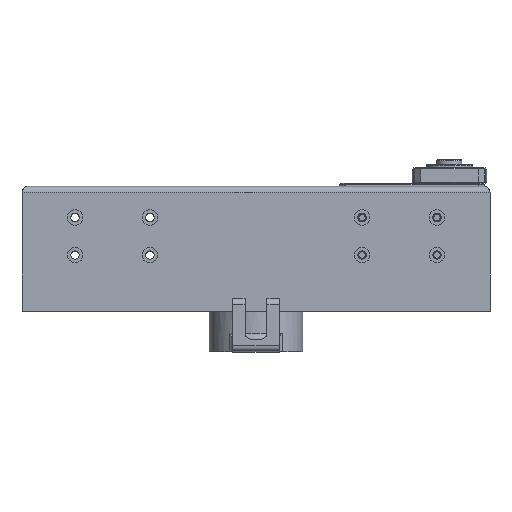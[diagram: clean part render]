
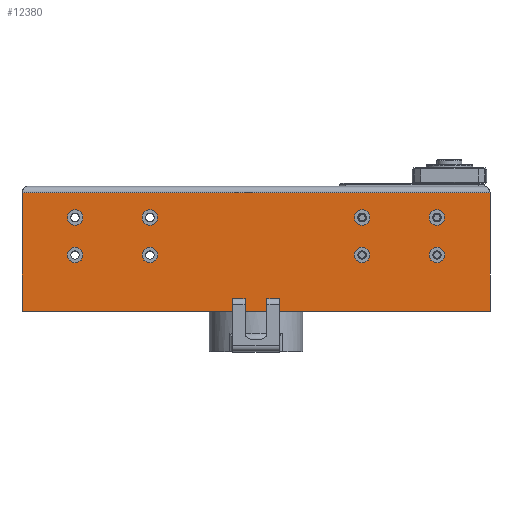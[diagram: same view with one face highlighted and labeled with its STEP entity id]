
A CAD part, top view. The second image highlights one B-rep face of the part: STEP entity #12380.
In plain terms, the highlighted planar face has unit normal (0, 0, 1).
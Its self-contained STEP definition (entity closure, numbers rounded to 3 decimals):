
#349=FACE_BOUND('',#1678,.T.);
#350=FACE_BOUND('',#1679,.T.);
#351=FACE_BOUND('',#1680,.T.);
#352=FACE_BOUND('',#1681,.T.);
#353=FACE_BOUND('',#1682,.T.);
#354=FACE_BOUND('',#1683,.T.);
#355=FACE_BOUND('',#1684,.T.);
#356=FACE_BOUND('',#1685,.T.);
#550=PLANE('',#13312);
#936=FACE_OUTER_BOUND('',#1677,.T.);
#1677=EDGE_LOOP('',(#8548,#8549,#8550,#8551,#8552,#8553,#8554,#8555,#8556,
#8557,#8558,#8559));
#1678=EDGE_LOOP('',(#8560));
#1679=EDGE_LOOP('',(#8561));
#1680=EDGE_LOOP('',(#8562));
#1681=EDGE_LOOP('',(#8563));
#1682=EDGE_LOOP('',(#8564));
#1683=EDGE_LOOP('',(#8565));
#1684=EDGE_LOOP('',(#8566));
#1685=EDGE_LOOP('',(#8567));
#2624=CIRCLE('',#13313,2.5);
#2625=CIRCLE('',#13314,2.5);
#2626=CIRCLE('',#13315,2.5);
#2627=CIRCLE('',#13316,2.5);
#2628=CIRCLE('',#13317,2.5);
#2629=CIRCLE('',#13318,2.5);
#2630=CIRCLE('',#13319,2.5);
#2631=CIRCLE('',#13320,2.5);
#3237=LINE('',#18631,#4365);
#3248=LINE('',#18658,#4376);
#3257=LINE('',#18678,#4385);
#3260=LINE('',#18684,#4388);
#3261=LINE('',#18686,#4389);
#3262=LINE('',#18688,#4390);
#3263=LINE('',#18690,#4391);
#3264=LINE('',#18692,#4392);
#3265=LINE('',#18694,#4393);
#3266=LINE('',#18696,#4394);
#3267=LINE('',#18698,#4395);
#3268=LINE('',#18699,#4396);
#4365=VECTOR('',#14722,10.);
#4376=VECTOR('',#14743,10.);
#4385=VECTOR('',#14758,10.);
#4388=VECTOR('',#14763,10.);
#4389=VECTOR('',#14764,10.);
#4390=VECTOR('',#14765,10.);
#4391=VECTOR('',#14766,10.);
#4392=VECTOR('',#14767,10.);
#4393=VECTOR('',#14768,10.);
#4394=VECTOR('',#14769,10.);
#4395=VECTOR('',#14770,10.);
#4396=VECTOR('',#14771,10.);
#5492=VERTEX_POINT('',#18628);
#5493=VERTEX_POINT('',#18630);
#5500=VERTEX_POINT('',#18646);
#5512=VERTEX_POINT('',#18677);
#5514=VERTEX_POINT('',#18683);
#5515=VERTEX_POINT('',#18685);
#5516=VERTEX_POINT('',#18687);
#5517=VERTEX_POINT('',#18689);
#5518=VERTEX_POINT('',#18691);
#5519=VERTEX_POINT('',#18693);
#5520=VERTEX_POINT('',#18695);
#5521=VERTEX_POINT('',#18697);
#5522=VERTEX_POINT('',#18700);
#5523=VERTEX_POINT('',#18702);
#5524=VERTEX_POINT('',#18704);
#5525=VERTEX_POINT('',#18706);
#5526=VERTEX_POINT('',#18708);
#5527=VERTEX_POINT('',#18710);
#5528=VERTEX_POINT('',#18712);
#5529=VERTEX_POINT('',#18714);
#6681=EDGE_CURVE('',#5493,#5492,#3237,.T.);
#6695=EDGE_CURVE('',#5493,#5500,#3248,.T.);
#6705=EDGE_CURVE('',#5512,#5500,#3257,.T.);
#6708=EDGE_CURVE('',#5514,#5492,#3260,.T.);
#6709=EDGE_CURVE('',#5514,#5515,#3261,.T.);
#6710=EDGE_CURVE('',#5515,#5516,#3262,.T.);
#6711=EDGE_CURVE('',#5516,#5517,#3263,.T.);
#6712=EDGE_CURVE('',#5518,#5517,#3264,.T.);
#6713=EDGE_CURVE('',#5518,#5519,#3265,.T.);
#6714=EDGE_CURVE('',#5519,#5520,#3266,.T.);
#6715=EDGE_CURVE('',#5520,#5521,#3267,.T.);
#6716=EDGE_CURVE('',#5512,#5521,#3268,.T.);
#6717=EDGE_CURVE('',#5522,#5522,#2624,.T.);
#6718=EDGE_CURVE('',#5523,#5523,#2625,.T.);
#6719=EDGE_CURVE('',#5524,#5524,#2626,.T.);
#6720=EDGE_CURVE('',#5525,#5525,#2627,.T.);
#6721=EDGE_CURVE('',#5526,#5526,#2628,.T.);
#6722=EDGE_CURVE('',#5527,#5527,#2629,.T.);
#6723=EDGE_CURVE('',#5528,#5528,#2630,.T.);
#6724=EDGE_CURVE('',#5529,#5529,#2631,.T.);
#8548=ORIENTED_EDGE('',*,*,#6695,.F.);
#8549=ORIENTED_EDGE('',*,*,#6681,.T.);
#8550=ORIENTED_EDGE('',*,*,#6708,.F.);
#8551=ORIENTED_EDGE('',*,*,#6709,.T.);
#8552=ORIENTED_EDGE('',*,*,#6710,.T.);
#8553=ORIENTED_EDGE('',*,*,#6711,.T.);
#8554=ORIENTED_EDGE('',*,*,#6712,.F.);
#8555=ORIENTED_EDGE('',*,*,#6713,.T.);
#8556=ORIENTED_EDGE('',*,*,#6714,.T.);
#8557=ORIENTED_EDGE('',*,*,#6715,.T.);
#8558=ORIENTED_EDGE('',*,*,#6716,.F.);
#8559=ORIENTED_EDGE('',*,*,#6705,.T.);
#8560=ORIENTED_EDGE('',*,*,#6717,.T.);
#8561=ORIENTED_EDGE('',*,*,#6718,.T.);
#8562=ORIENTED_EDGE('',*,*,#6719,.T.);
#8563=ORIENTED_EDGE('',*,*,#6720,.T.);
#8564=ORIENTED_EDGE('',*,*,#6721,.T.);
#8565=ORIENTED_EDGE('',*,*,#6722,.T.);
#8566=ORIENTED_EDGE('',*,*,#6723,.T.);
#8567=ORIENTED_EDGE('',*,*,#6724,.T.);
#12380=ADVANCED_FACE('',(#936,#349,#350,#351,#352,#353,#354,#355,#356),
#550,.T.);
#13312=AXIS2_PLACEMENT_3D('',#18682,#14761,#14762);
#13313=AXIS2_PLACEMENT_3D('',#18701,#14772,#14773);
#13314=AXIS2_PLACEMENT_3D('',#18703,#14774,#14775);
#13315=AXIS2_PLACEMENT_3D('',#18705,#14776,#14777);
#13316=AXIS2_PLACEMENT_3D('',#18707,#14778,#14779);
#13317=AXIS2_PLACEMENT_3D('',#18709,#14780,#14781);
#13318=AXIS2_PLACEMENT_3D('',#18711,#14782,#14783);
#13319=AXIS2_PLACEMENT_3D('',#18713,#14784,#14785);
#13320=AXIS2_PLACEMENT_3D('',#18715,#14786,#14787);
#14722=DIRECTION('',(0.,-1.,0.));
#14743=DIRECTION('',(1.,0.,0.));
#14758=DIRECTION('',(0.,1.,0.));
#14761=DIRECTION('center_axis',(0.,0.,1.));
#14762=DIRECTION('ref_axis',(-1.,0.,0.));
#14763=DIRECTION('',(-1.,0.,0.));
#14764=DIRECTION('',(0.,1.,0.));
#14765=DIRECTION('',(1.,0.,0.));
#14766=DIRECTION('',(0.,-1.,0.));
#14767=DIRECTION('',(-1.,0.,0.));
#14768=DIRECTION('',(0.,1.,0.));
#14769=DIRECTION('',(1.,0.,0.));
#14770=DIRECTION('',(0.,-1.,0.));
#14771=DIRECTION('',(-1.,0.,0.));
#14772=DIRECTION('center_axis',(0.,0.,-1.));
#14773=DIRECTION('ref_axis',(1.,0.,0.));
#14774=DIRECTION('center_axis',(0.,0.,-1.));
#14775=DIRECTION('ref_axis',(1.,0.,0.));
#14776=DIRECTION('center_axis',(0.,0.,-1.));
#14777=DIRECTION('ref_axis',(1.,0.,0.));
#14778=DIRECTION('center_axis',(0.,0.,-1.));
#14779=DIRECTION('ref_axis',(1.,0.,0.));
#14780=DIRECTION('center_axis',(0.,0.,-1.));
#14781=DIRECTION('ref_axis',(-1.,0.,0.));
#14782=DIRECTION('center_axis',(0.,0.,-1.));
#14783=DIRECTION('ref_axis',(-1.,0.,0.));
#14784=DIRECTION('center_axis',(0.,0.,-1.));
#14785=DIRECTION('ref_axis',(-1.,0.,0.));
#14786=DIRECTION('center_axis',(0.,0.,-1.));
#14787=DIRECTION('ref_axis',(-1.,0.,0.));
#18628=CARTESIAN_POINT('',(-150.,-10.,0.));
#18630=CARTESIAN_POINT('',(-150.,28.,0.));
#18631=CARTESIAN_POINT('',(-150.,0.,0.));
#18646=CARTESIAN_POINT('',(0.,28.,0.));
#18658=CARTESIAN_POINT('',(-37.5,28.,0.));
#18677=CARTESIAN_POINT('',(0.,-10.,0.));
#18678=CARTESIAN_POINT('',(0.,0.,0.));
#18682=CARTESIAN_POINT('Origin',(0.,0.,0.));
#18683=CARTESIAN_POINT('',(-82.5,-10.,0.));
#18684=CARTESIAN_POINT('',(-150.,-10.,0.));
#18685=CARTESIAN_POINT('',(-82.5,-6.,0.));
#18686=CARTESIAN_POINT('',(-82.5,-5.,0.));
#18687=CARTESIAN_POINT('',(-78.5,-6.,0.));
#18688=CARTESIAN_POINT('',(-37.5,-6.,0.));
#18689=CARTESIAN_POINT('',(-78.5,-10.,0.));
#18690=CARTESIAN_POINT('',(-78.5,-9.25,0.));
#18691=CARTESIAN_POINT('',(-71.5,-10.,0.));
#18692=CARTESIAN_POINT('',(-75.,-10.,0.));
#18693=CARTESIAN_POINT('',(-71.5,-6.,0.));
#18694=CARTESIAN_POINT('',(-71.5,-15.75,0.));
#18695=CARTESIAN_POINT('',(-67.5,-6.,0.));
#18696=CARTESIAN_POINT('',(-37.5,-6.,0.));
#18697=CARTESIAN_POINT('',(-67.5,-10.,0.));
#18698=CARTESIAN_POINT('',(-67.5,-5.,0.));
#18699=CARTESIAN_POINT('',(-150.,-10.,0.));
#18700=CARTESIAN_POINT('',(-111.5,8.,0.));
#18701=CARTESIAN_POINT('Origin',(-109.,8.,0.));
#18702=CARTESIAN_POINT('',(-135.5,8.,0.));
#18703=CARTESIAN_POINT('Origin',(-133.,8.,0.));
#18704=CARTESIAN_POINT('',(-111.5,20.,0.));
#18705=CARTESIAN_POINT('Origin',(-109.,20.,0.));
#18706=CARTESIAN_POINT('',(-135.5,20.,0.));
#18707=CARTESIAN_POINT('Origin',(-133.,20.,0.));
#18708=CARTESIAN_POINT('',(-38.5,8.,0.));
#18709=CARTESIAN_POINT('Origin',(-41.,8.,0.));
#18710=CARTESIAN_POINT('',(-14.5,8.,0.));
#18711=CARTESIAN_POINT('Origin',(-17.,8.,0.));
#18712=CARTESIAN_POINT('',(-38.5,20.,0.));
#18713=CARTESIAN_POINT('Origin',(-41.,20.,0.));
#18714=CARTESIAN_POINT('',(-14.5,20.,0.));
#18715=CARTESIAN_POINT('Origin',(-17.,20.,0.));
